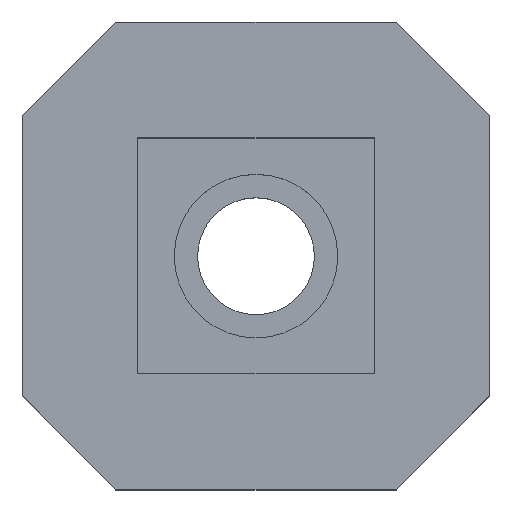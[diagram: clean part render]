
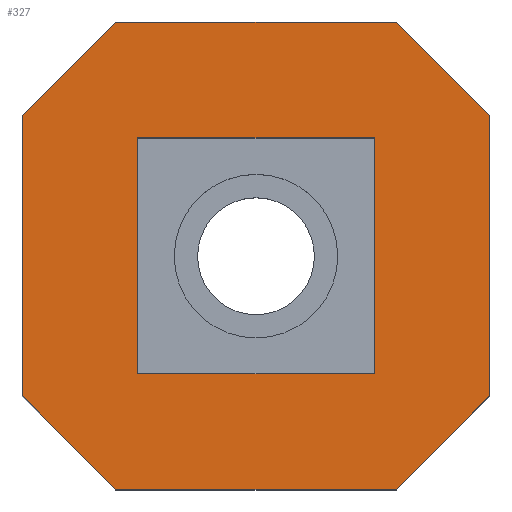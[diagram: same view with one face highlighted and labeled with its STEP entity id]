
A CAD part, top view. The second image highlights one B-rep face of the part: STEP entity #327.
In plain terms, the highlighted planar face has unit normal (0, 0, 1).
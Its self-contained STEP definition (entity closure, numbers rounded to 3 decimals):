
#17=FACE_BOUND('',#72,.T.);
#33=PLANE('',#363);
#51=FACE_OUTER_BOUND('',#71,.T.);
#71=EDGE_LOOP('',(#288,#289,#290,#291,#292,#293,#294,#295));
#72=EDGE_LOOP('',(#296,#297,#298,#299));
#77=LINE('',#466,#115);
#81=LINE('',#474,#119);
#84=LINE('',#480,#122);
#87=LINE('',#485,#125);
#91=LINE('',#495,#129);
#94=LINE('',#501,#132);
#97=LINE('',#507,#135);
#100=LINE('',#513,#138);
#103=LINE('',#519,#141);
#106=LINE('',#525,#144);
#109=LINE('',#531,#147);
#112=LINE('',#535,#150);
#115=VECTOR('',#385,10.);
#119=VECTOR('',#391,10.);
#122=VECTOR('',#396,10.);
#125=VECTOR('',#401,10.);
#129=VECTOR('',#409,10.);
#132=VECTOR('',#414,10.);
#135=VECTOR('',#419,10.);
#138=VECTOR('',#424,10.);
#141=VECTOR('',#429,10.);
#144=VECTOR('',#434,10.);
#147=VECTOR('',#439,10.);
#150=VECTOR('',#444,10.);
#159=VERTEX_POINT('',#464);
#160=VERTEX_POINT('',#465);
#163=VERTEX_POINT('',#473);
#165=VERTEX_POINT('',#479);
#169=VERTEX_POINT('',#492);
#170=VERTEX_POINT('',#494);
#172=VERTEX_POINT('',#500);
#174=VERTEX_POINT('',#506);
#176=VERTEX_POINT('',#512);
#178=VERTEX_POINT('',#518);
#180=VERTEX_POINT('',#524);
#182=VERTEX_POINT('',#530);
#189=EDGE_CURVE('',#159,#160,#77,.T.);
#193=EDGE_CURVE('',#163,#159,#81,.T.);
#196=EDGE_CURVE('',#165,#163,#84,.T.);
#199=EDGE_CURVE('',#160,#165,#87,.T.);
#203=EDGE_CURVE('',#170,#169,#91,.T.);
#206=EDGE_CURVE('',#172,#170,#94,.T.);
#209=EDGE_CURVE('',#174,#172,#97,.T.);
#212=EDGE_CURVE('',#176,#174,#100,.T.);
#215=EDGE_CURVE('',#178,#176,#103,.T.);
#218=EDGE_CURVE('',#180,#178,#106,.T.);
#221=EDGE_CURVE('',#182,#180,#109,.T.);
#224=EDGE_CURVE('',#169,#182,#112,.T.);
#288=ORIENTED_EDGE('',*,*,#224,.T.);
#289=ORIENTED_EDGE('',*,*,#221,.T.);
#290=ORIENTED_EDGE('',*,*,#218,.T.);
#291=ORIENTED_EDGE('',*,*,#215,.T.);
#292=ORIENTED_EDGE('',*,*,#212,.T.);
#293=ORIENTED_EDGE('',*,*,#209,.T.);
#294=ORIENTED_EDGE('',*,*,#206,.T.);
#295=ORIENTED_EDGE('',*,*,#203,.T.);
#296=ORIENTED_EDGE('',*,*,#189,.T.);
#297=ORIENTED_EDGE('',*,*,#199,.T.);
#298=ORIENTED_EDGE('',*,*,#196,.T.);
#299=ORIENTED_EDGE('',*,*,#193,.T.);
#327=ADVANCED_FACE('',(#51,#17),#33,.T.);
#363=AXIS2_PLACEMENT_3D('',#536,#445,#446);
#385=DIRECTION('',(1.,0.,0.));
#391=DIRECTION('',(0.,1.,0.));
#396=DIRECTION('',(-1.,0.,0.));
#401=DIRECTION('',(0.,-1.,0.));
#409=DIRECTION('',(0.707,0.707,0.));
#414=DIRECTION('',(1.,0.,0.));
#419=DIRECTION('',(0.707,-0.707,0.));
#424=DIRECTION('',(0.,-1.,0.));
#429=DIRECTION('',(-0.707,-0.707,0.));
#434=DIRECTION('',(-1.,0.,0.));
#439=DIRECTION('',(-0.707,0.707,0.));
#444=DIRECTION('',(0.,1.,0.));
#445=DIRECTION('center_axis',(0.,0.,1.));
#446=DIRECTION('ref_axis',(1.,0.,0.));
#464=CARTESIAN_POINT('',(-5.05,5.05,15.));
#465=CARTESIAN_POINT('',(5.05,5.05,15.));
#466=CARTESIAN_POINT('',(-2.525,5.05,15.));
#473=CARTESIAN_POINT('',(-5.05,-5.05,15.));
#474=CARTESIAN_POINT('',(-5.05,-2.525,15.));
#479=CARTESIAN_POINT('',(5.05,-5.05,15.));
#480=CARTESIAN_POINT('',(2.525,-5.05,15.));
#485=CARTESIAN_POINT('',(5.05,2.525,15.));
#492=CARTESIAN_POINT('',(10.,-6.,15.));
#494=CARTESIAN_POINT('',(6.,-10.,15.));
#495=CARTESIAN_POINT('',(10.,-6.,15.));
#500=CARTESIAN_POINT('',(-6.,-10.,15.));
#501=CARTESIAN_POINT('',(-6.,-10.,15.));
#506=CARTESIAN_POINT('',(-10.,-6.,15.));
#507=CARTESIAN_POINT('',(-6.,-10.,15.));
#512=CARTESIAN_POINT('',(-10.,6.,15.));
#513=CARTESIAN_POINT('',(-10.,6.,15.));
#518=CARTESIAN_POINT('',(-6.,10.,15.));
#519=CARTESIAN_POINT('',(-6.,10.,15.));
#524=CARTESIAN_POINT('',(6.,10.,15.));
#525=CARTESIAN_POINT('',(6.,10.,15.));
#530=CARTESIAN_POINT('',(10.,6.,15.));
#531=CARTESIAN_POINT('',(6.,10.,15.));
#535=CARTESIAN_POINT('',(10.,-6.,15.));
#536=CARTESIAN_POINT('Origin',(0.,0.,15.));
